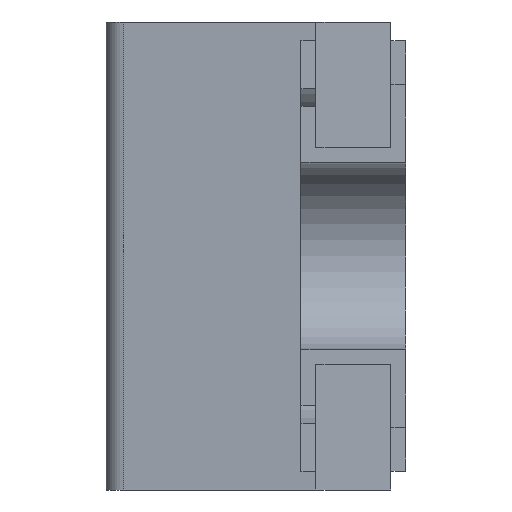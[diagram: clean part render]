
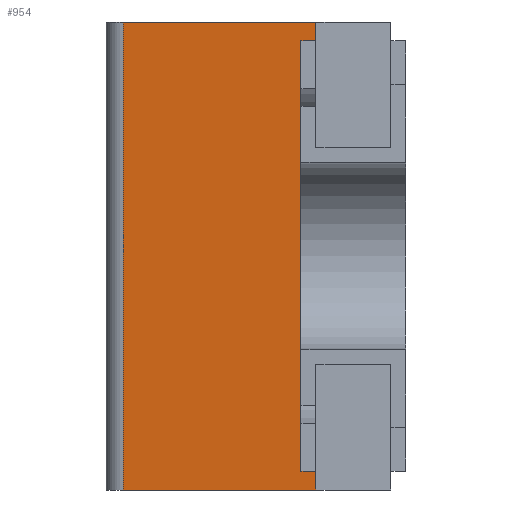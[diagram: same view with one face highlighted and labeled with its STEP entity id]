
A CAD part, left-side view. The second image highlights one B-rep face of the part: STEP entity #954.
In plain terms, the highlighted planar face has unit normal (-0.995, 0.097, 0).
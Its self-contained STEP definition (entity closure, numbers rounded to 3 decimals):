
#113 = DIRECTION ( 'NONE',  ( -0.097, -0.995, 0. ) ) ;
#119 = VECTOR ( 'NONE', #1600, 1000. ) ;
#163 = DIRECTION ( 'NONE',  ( 0.097, 0.995, 0. ) ) ;
#216 = VECTOR ( 'NONE', #113, 1000. ) ;
#301 = ORIENTED_EDGE ( 'NONE', *, *, #2111, .T. ) ;
#404 = ORIENTED_EDGE ( 'NONE', *, *, #1915, .F. ) ;
#474 = DIRECTION ( 'NONE',  ( 0.995, -0.097, 0. ) ) ;
#490 = VECTOR ( 'NONE', #1209, 1000. ) ;
#502 = VERTEX_POINT ( 'NONE', #1042 ) ;
#609 = VERTEX_POINT ( 'NONE', #889 ) ;
#610 = DIRECTION ( 'NONE',  ( 0., 0., -1. ) ) ;
#620 = LINE ( 'NONE', #2003, #831 ) ;
#644 = EDGE_LOOP ( 'NONE', ( #2131, #847, #404, #301 ) ) ;
#649 = CARTESIAN_POINT ( 'NONE',  ( -0.65, 0.24, 0.625 ) ) ;
#707 = VERTEX_POINT ( 'NONE', #733 ) ;
#733 = CARTESIAN_POINT ( 'NONE',  ( -0.65, 0.24, -0.625 ) ) ;
#831 = VECTOR ( 'NONE', #610, 1000. ) ;
#843 = LINE ( 'NONE', #649, #490 ) ;
#847 = ORIENTED_EDGE ( 'NONE', *, *, #1833, .F. ) ;
#853 = EDGE_CURVE ( 'NONE', #609, #707, #2061, .T. ) ;
#889 = CARTESIAN_POINT ( 'NONE',  ( -0.6, 0.755, -0.625 ) ) ;
#913 = VERTEX_POINT ( 'NONE', #1541 ) ;
#954 = ADVANCED_FACE ( 'NONE', ( #1407 ), #1939, .F. ) ;
#1042 = CARTESIAN_POINT ( 'NONE',  ( -0.6, 0.755, 0.625 ) ) ;
#1045 = AXIS2_PLACEMENT_3D ( 'NONE', #2080, #474, #163 ) ;
#1209 = DIRECTION ( 'NONE',  ( 0., 0., -1. ) ) ;
#1230 = LINE ( 'NONE', #1772, #119 ) ;
#1407 = FACE_OUTER_BOUND ( 'NONE', #644, .T. ) ;
#1521 = CARTESIAN_POINT ( 'NONE',  ( -0.65, 0.24, -0.625 ) ) ;
#1541 = CARTESIAN_POINT ( 'NONE',  ( -0.65, 0.24, 0.625 ) ) ;
#1600 = DIRECTION ( 'NONE',  ( -0.097, -0.995, 0. ) ) ;
#1772 = CARTESIAN_POINT ( 'NONE',  ( -0.65, 0.24, 0.625 ) ) ;
#1833 = EDGE_CURVE ( 'NONE', #913, #707, #843, .T. ) ;
#1915 = EDGE_CURVE ( 'NONE', #502, #913, #1230, .T. ) ;
#1939 = PLANE ( 'NONE',  #1045 ) ;
#2003 = CARTESIAN_POINT ( 'NONE',  ( -0.6, 0.755, 0.625 ) ) ;
#2061 = LINE ( 'NONE', #1521, #216 ) ;
#2080 = CARTESIAN_POINT ( 'NONE',  ( -0.65, 0.24, 0.625 ) ) ;
#2111 = EDGE_CURVE ( 'NONE', #502, #609, #620, .T. ) ;
#2131 = ORIENTED_EDGE ( 'NONE', *, *, #853, .T. ) ;
